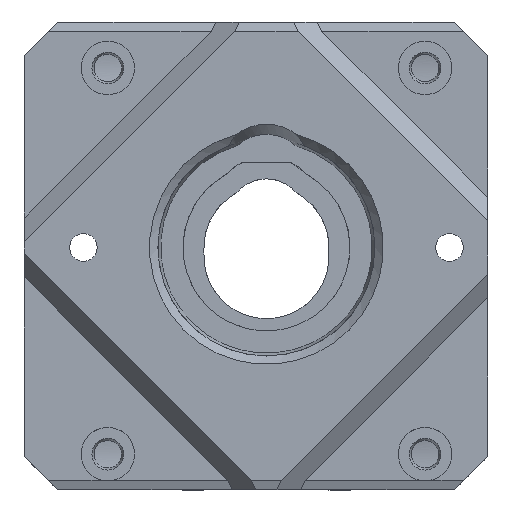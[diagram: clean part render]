
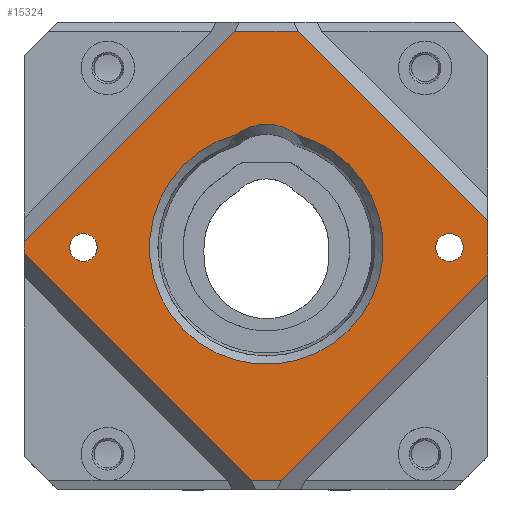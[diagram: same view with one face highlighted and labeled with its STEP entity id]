
A CAD part, top view. The second image highlights one B-rep face of the part: STEP entity #15324.
In plain terms, the highlighted planar face has unit normal (0, 0, 1).
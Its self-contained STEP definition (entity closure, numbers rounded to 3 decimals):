
#351=FACE_BOUND('',#4944,.T.);
#352=FACE_BOUND('',#4945,.T.);
#353=FACE_BOUND('',#4946,.T.);
#619=LINE('',#21909,#2408);
#627=LINE('',#21982,#2416);
#628=LINE('',#21983,#2417);
#629=LINE('',#21985,#2418);
#630=LINE('',#21987,#2419);
#631=LINE('',#21989,#2420);
#632=LINE('',#21991,#2421);
#633=LINE('',#21992,#2422);
#2408=VECTOR('',#17763,10.);
#2416=VECTOR('',#17779,10.);
#2417=VECTOR('',#17780,10.);
#2418=VECTOR('',#17781,10.);
#2419=VECTOR('',#17782,10.);
#2420=VECTOR('',#17783,10.);
#2421=VECTOR('',#17784,10.);
#2422=VECTOR('',#17785,10.);
#4050=FACE_OUTER_BOUND('',#4943,.T.);
#4943=EDGE_LOOP('',(#9970,#9971,#9972,#9973,#9974,#9975,#9976,#9977));
#4944=EDGE_LOOP('',(#9978));
#4945=EDGE_LOOP('',(#9979));
#4946=EDGE_LOOP('',(#9980,#9981));
#5847=CIRCLE('',#16353,5.964);
#5848=CIRCLE('',#16355,1.65);
#5849=CIRCLE('',#16356,1.65);
#5850=CIRCLE('',#16357,14.);
#6211=VERTEX_POINT('',#21906);
#6212=VERTEX_POINT('',#21908);
#6221=VERTEX_POINT('',#21959);
#6222=VERTEX_POINT('',#21966);
#6224=VERTEX_POINT('',#21980);
#6225=VERTEX_POINT('',#21981);
#6226=VERTEX_POINT('',#21984);
#6227=VERTEX_POINT('',#21986);
#6228=VERTEX_POINT('',#21988);
#6229=VERTEX_POINT('',#21990);
#6230=VERTEX_POINT('',#21993);
#6231=VERTEX_POINT('',#21995);
#7671=EDGE_CURVE('',#6211,#6212,#619,.T.);
#7685=EDGE_CURVE('',#6222,#6221,#5847,.T.);
#7688=EDGE_CURVE('',#6224,#6225,#627,.T.);
#7689=EDGE_CURVE('',#6212,#6225,#628,.T.);
#7690=EDGE_CURVE('',#6226,#6211,#629,.T.);
#7691=EDGE_CURVE('',#6226,#6227,#630,.T.);
#7692=EDGE_CURVE('',#6228,#6227,#631,.T.);
#7693=EDGE_CURVE('',#6229,#6228,#632,.T.);
#7694=EDGE_CURVE('',#6224,#6229,#633,.T.);
#7695=EDGE_CURVE('',#6230,#6230,#5848,.T.);
#7696=EDGE_CURVE('',#6231,#6231,#5849,.T.);
#7697=EDGE_CURVE('',#6221,#6222,#5850,.T.);
#9970=ORIENTED_EDGE('',*,*,#7688,.T.);
#9971=ORIENTED_EDGE('',*,*,#7689,.F.);
#9972=ORIENTED_EDGE('',*,*,#7671,.F.);
#9973=ORIENTED_EDGE('',*,*,#7690,.F.);
#9974=ORIENTED_EDGE('',*,*,#7691,.T.);
#9975=ORIENTED_EDGE('',*,*,#7692,.F.);
#9976=ORIENTED_EDGE('',*,*,#7693,.F.);
#9977=ORIENTED_EDGE('',*,*,#7694,.F.);
#9978=ORIENTED_EDGE('',*,*,#7695,.F.);
#9979=ORIENTED_EDGE('',*,*,#7696,.F.);
#9980=ORIENTED_EDGE('',*,*,#7685,.T.);
#9981=ORIENTED_EDGE('',*,*,#7697,.T.);
#13789=PLANE('',#16354);
#15324=ADVANCED_FACE('',(#4050,#351,#352,#353),#13789,.T.);
#16353=AXIS2_PLACEMENT_3D('',#21967,#17775,#17776);
#16354=AXIS2_PLACEMENT_3D('',#21979,#17777,#17778);
#16355=AXIS2_PLACEMENT_3D('',#21994,#17786,#17787);
#16356=AXIS2_PLACEMENT_3D('',#21996,#17788,#17789);
#16357=AXIS2_PLACEMENT_3D('',#21997,#17790,#17791);
#17763=DIRECTION('',(0.,-1.,0.));
#17775=DIRECTION('center_axis',(0.,0.,-1.));
#17776=DIRECTION('ref_axis',(0.999,-0.035,0.));
#17777=DIRECTION('center_axis',(0.,0.,1.));
#17778=DIRECTION('ref_axis',(1.,0.,0.));
#17779=DIRECTION('',(1.,0.,0.));
#17780=DIRECTION('',(-0.707,-0.707,0.));
#17781=DIRECTION('',(0.707,-0.707,0.));
#17782=DIRECTION('',(-1.,0.,0.));
#17783=DIRECTION('',(0.707,0.707,0.));
#17784=DIRECTION('',(0.,1.,0.));
#17785=DIRECTION('',(-0.707,0.707,0.));
#17786=DIRECTION('center_axis',(0.,0.,1.));
#17787=DIRECTION('ref_axis',(1.,0.,0.));
#17788=DIRECTION('center_axis',(0.,0.,1.));
#17789=DIRECTION('ref_axis',(1.,0.,0.));
#17790=DIRECTION('center_axis',(0.,0.,-1.));
#17791=DIRECTION('ref_axis',(1.,0.,0.));
#21906=CARTESIAN_POINT('',(26.5,4.198,2.));
#21908=CARTESIAN_POINT('',(26.5,-2.198,2.));
#21909=CARTESIAN_POINT('',(26.5,24.,2.));
#21959=CARTESIAN_POINT('',(3.623,14.523,2.));
#21966=CARTESIAN_POINT('',(-3.623,14.523,2.));
#21967=CARTESIAN_POINT('Origin',(0.,9.786,
2.));
#21979=CARTESIAN_POINT('Origin',(0.,0.692,
2.));
#21980=CARTESIAN_POINT('',(-1.797,-26.901,2.));
#21981=CARTESIAN_POINT('',(1.797,-26.901,2.));
#21982=CARTESIAN_POINT('',(0.,-26.901,2.));
#21983=CARTESIAN_POINT('',(26.5,-2.198,2.));
#21984=CARTESIAN_POINT('',(3.797,26.901,2.));
#21985=CARTESIAN_POINT('',(2.698,28.,2.));
#21986=CARTESIAN_POINT('',(-3.797,26.901,2.));
#21987=CARTESIAN_POINT('',(0.,26.901,2.));
#21988=CARTESIAN_POINT('',(-29.,1.698,2.));
#21989=CARTESIAN_POINT('',(-26.5,4.198,2.));
#21990=CARTESIAN_POINT('',(-29.,0.302,2.));
#21991=CARTESIAN_POINT('',(-29.,-24.,2.));
#21992=CARTESIAN_POINT('',(-0.698,-28.,2.));
#21993=CARTESIAN_POINT('',(20.27,1.,2.));
#21994=CARTESIAN_POINT('Origin',(21.92,1.,2.));
#21995=CARTESIAN_POINT('',(-23.57,1.,2.));
#21996=CARTESIAN_POINT('Origin',(-21.92,1.,2.));
#21997=CARTESIAN_POINT('Origin',(0.,1.,2.));
